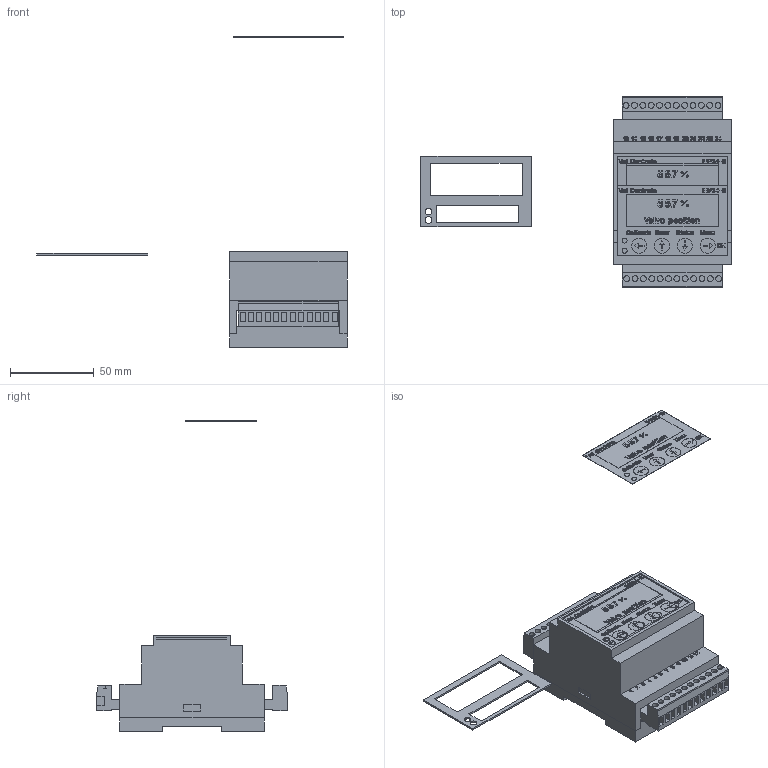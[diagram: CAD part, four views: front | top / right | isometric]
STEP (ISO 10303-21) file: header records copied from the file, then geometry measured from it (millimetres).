
FILE_DESCRIPTION((''),'2;1');
FILE_NAME('DHP-DD-001 Rev02.stp','2012-01-02T11:25:24',(''),(''),'AutoCAD STEP 2000i','AutoCAD 2000i',', , ');
FILE_SCHEMA(('CONFIG_CONTROL_DESIGN'));
Length unit declared in the file: millimetre
Products named in the file (10): DHP-DD-001 REV02; KASSE; BUND; DISPLAY; KNAP; DIODE; LABEL; LABEL M TEKST; KLEMRÆKKE; PART1
Assembly tree (17 placements, depth 3):
  DHP-DD-001 REV02
    KASSE
    BUND
    DISPLAY
    KNAP  x4
    DIODE  x2
    LABEL  x2
    LABEL M TEKST  x3
    KLEMRÆKKE  x2
      PART1
Bounding box: 184.87 x 113.68 x 185.11 mm (x, y, z)
Volume: 116599.5 mm3; surface area: 86784.5 mm2
Topology: 16 solids, 16 shells, 4468 faces, 12697 edges, 9230 vertices
Faces by surface type: cylinder 2242, plane 2066, bspline 140, torus 16, cone 4
Entity records: 71981 total; most frequent: CARTESIAN_POINT 14574, DIRECTION 12946, ORIENTED_EDGE 11264, EDGE_CURVE 5632, AXIS2_PLACEMENT_3D 4757, VERTEX_POINT 3753, VECTOR 3432, LINE 3432
